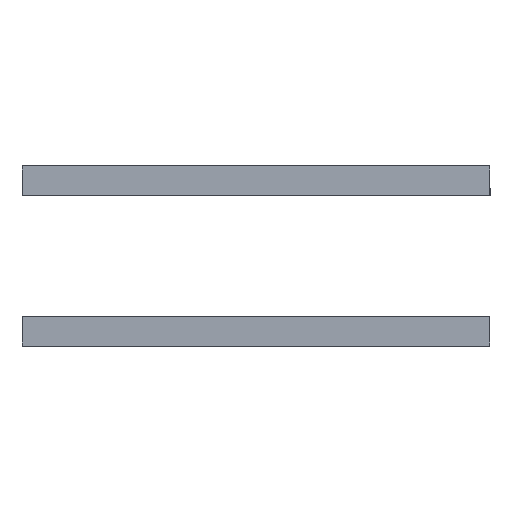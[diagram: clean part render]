
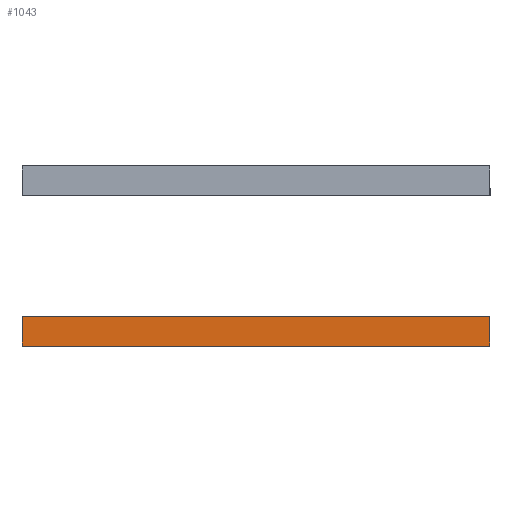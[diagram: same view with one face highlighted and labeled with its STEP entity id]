
A CAD part, left-side view. The second image highlights one B-rep face of the part: STEP entity #1043.
In plain terms, the highlighted planar face has unit normal (-1, 0, 0).
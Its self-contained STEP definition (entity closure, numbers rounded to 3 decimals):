
#100=PLANE('',#1192);
#159=FACE_OUTER_BOUND('',#220,.T.);
#220=EDGE_LOOP('',(#798,#799,#800,#801));
#287=LINE('',#1601,#420);
#288=LINE('',#1604,#421);
#289=LINE('',#1606,#422);
#290=LINE('',#1607,#423);
#420=VECTOR('',#1303,10.);
#421=VECTOR('',#1306,10.);
#422=VECTOR('',#1307,10.);
#423=VECTOR('',#1308,10.);
#549=VERTEX_POINT('',#1594);
#552=VERTEX_POINT('',#1599);
#553=VERTEX_POINT('',#1603);
#554=VERTEX_POINT('',#1605);
#647=EDGE_CURVE('',#549,#552,#287,.T.);
#648=EDGE_CURVE('',#553,#549,#288,.T.);
#649=EDGE_CURVE('',#554,#552,#289,.T.);
#650=EDGE_CURVE('',#553,#554,#290,.T.);
#798=ORIENTED_EDGE('',*,*,#648,.T.);
#799=ORIENTED_EDGE('',*,*,#647,.T.);
#800=ORIENTED_EDGE('',*,*,#649,.F.);
#801=ORIENTED_EDGE('',*,*,#650,.F.);
#1043=ADVANCED_FACE('',(#159),#100,.T.);
#1192=AXIS2_PLACEMENT_3D('',#1602,#1304,#1305);
#1303=DIRECTION('',(0.,1.,0.));
#1304=DIRECTION('center_axis',(-1.,0.,0.));
#1305=DIRECTION('ref_axis',(0.,0.,1.));
#1306=DIRECTION('',(0.,0.,1.));
#1307=DIRECTION('',(0.,0.,1.));
#1308=DIRECTION('',(0.,1.,0.));
#1594=CARTESIAN_POINT('',(-10.,0.,10.));
#1599=CARTESIAN_POINT('',(-10.,317.,10.));
#1601=CARTESIAN_POINT('',(-10.,0.,10.));
#1602=CARTESIAN_POINT('Origin',(-10.,0.,-10.));
#1603=CARTESIAN_POINT('',(-10.,0.,-10.));
#1604=CARTESIAN_POINT('',(-10.,0.,-10.));
#1605=CARTESIAN_POINT('',(-10.,317.,-10.));
#1606=CARTESIAN_POINT('',(-10.,317.,-10.));
#1607=CARTESIAN_POINT('',(-10.,0.,-10.));
